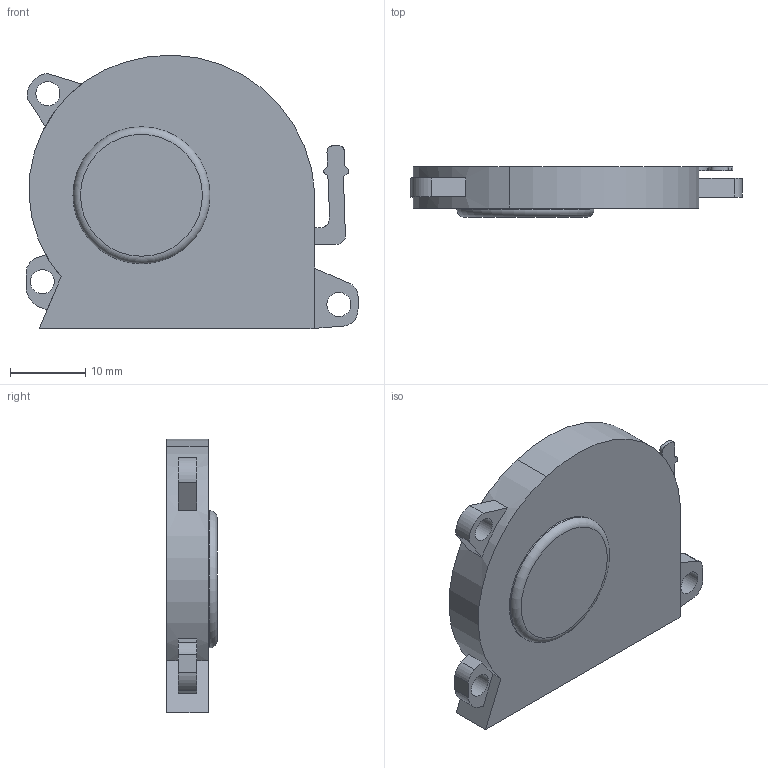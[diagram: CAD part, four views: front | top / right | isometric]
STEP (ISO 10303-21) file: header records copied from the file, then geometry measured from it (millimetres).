
FILE_DESCRIPTION(/* description */ (''),/* implementation_level */ '2;1');
FILE_NAME(/* name */ 'Switch Lite Fan.step',/* time_stamp */ '2024-05-10T14:46:40+09:00',/* author */ (''),/* organization */ (''),/* preprocessor_version */ 'ST-DEVELOPER v20',/* originating_system */ 'Autodesk Translation Framework v12.20.1.177',/* authorisation */ '');
FILE_SCHEMA (('AUTOMOTIVE_DESIGN { 1 0 10303 214 3 1 1 }'));
Length unit declared in the file: millimetre
Products named in the file (1): Switch Lite Fan_1
Bounding box: 44.1 x 6.7 x 36.35 mm (x, y, z)
Volume: 7041.7 mm3; surface area: 3482.7 mm2
Topology: 1 solids, 1 shells, 47 faces, 129 edges, 86 vertices
Faces by surface type: plane 30, cylinder 14, bspline 2, torus 1
Full cylindrical faces by diameter (mm): 3.2 x3, 18.192 x1
Entity records: 1604 total; most frequent: CARTESIAN_POINT 331, ORIENTED_EDGE 258, DIRECTION 252, EDGE_CURVE 129, LINE 90, VECTOR 90, VERTEX_POINT 86, AXIS2_PLACEMENT_3D 81
